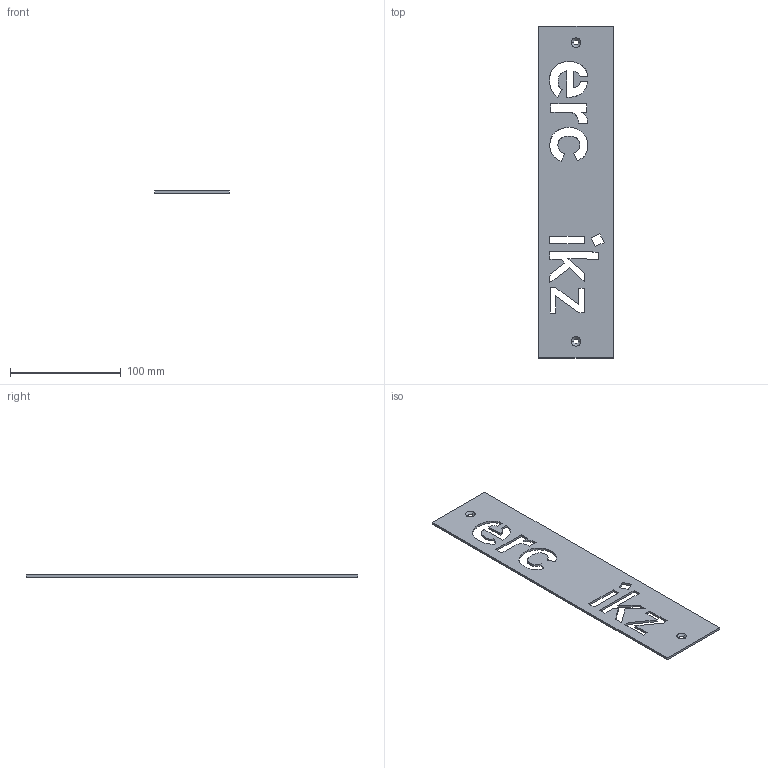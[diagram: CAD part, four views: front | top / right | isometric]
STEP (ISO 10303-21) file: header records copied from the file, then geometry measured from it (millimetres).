
FILE_DESCRIPTION (( 'STEP AP214' ), '1' );
FILE_NAME ('Frontwand_LOGO.STEP', '2025-07-17T15:08:16', ( '' ), ( '' ), 'SwSTEP 2.0', 'SolidWorks 2023', '' );
FILE_SCHEMA (( 'AUTOMOTIVE_DESIGN' ));
Length unit declared in the file: millimetre
Products named in the file (1): Frontwand_LOGO
Bounding box: 67 x 300 x 2 mm (x, y, z)
Volume: 34613.6 mm3; surface area: 37997.2 mm2
Topology: 1 solids, 1 shells, 62 faces, 180 edges, 120 vertices
Faces by surface type: plane 49, bspline 9, cone 4
Entity records: 2213 total; most frequent: CARTESIAN_POINT 568, ORIENTED_EDGE 360, DIRECTION 278, EDGE_CURVE 180, VECTOR 154, LINE 154, VERTEX_POINT 120, EDGE_LOOP 80
